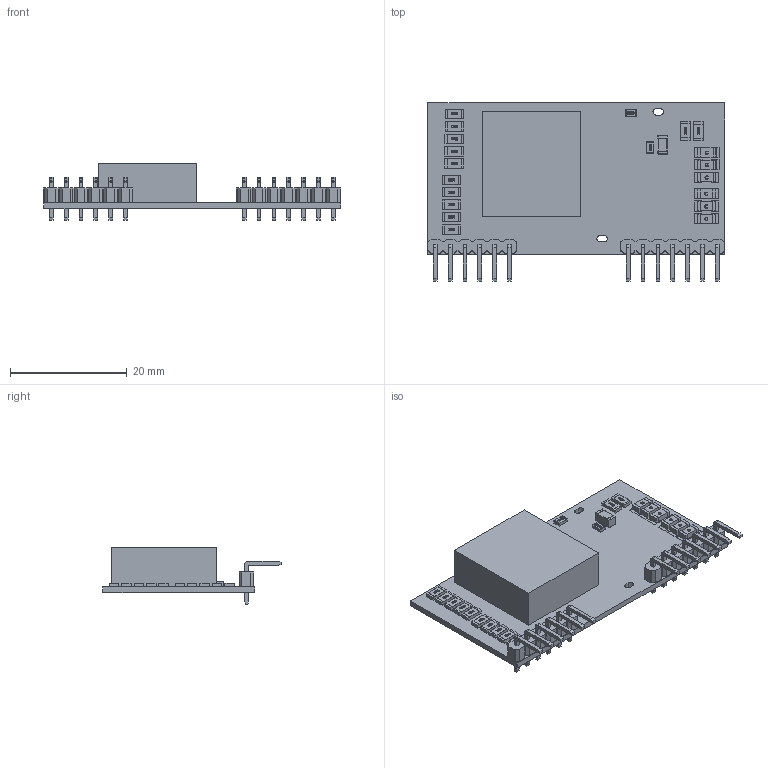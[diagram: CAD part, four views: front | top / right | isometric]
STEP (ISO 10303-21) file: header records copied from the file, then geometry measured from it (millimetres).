
FILE_DESCRIPTION(('Creo Elements/Direct Modeling STEP Export'),'2;1');
FILE_NAME('NID65.stp','2020-06-19T11:24:28',(''),(''),'PTC Creo Elements/Direct Modeling STEP processor for AP214 (Solid Model)','PTC Creo Elements/Direct Modeling 19.0E 27-Jun-2016 (C) Parametric Technology GmbH','');
FILE_SCHEMA(('AUTOMOTIVE_DESIGN { 1 0 10303 214 1 1 1 1 }'));
Length unit declared in the file: millimetre
Products named in the file (59): R1206_1.PRT; R1206_2.PRT; R1206.ASM; C30E.ASM; C30B.ASM; C36.ASM; C30C.ASM; C30D.ASM; C30A.ASM; C34.ASM; C33.ASM; C37.ASM; C35.ASM; USER_LIBRARY-CAP1206_CAP1206_BO.PRT; USER_LIBRARY-CAP1206_PAD_1206_1.PRT; USER_LIBRARY-CAP1206_PAD_1206_2.PRT; USER_LIBRARY-CAP1206_PAD_1206__.ASM; CAPACITOR_1206_SMD.ASM; C20.ASM; C16.ASM; C17.ASM; 2CDX-SMA.PRT; ZD1.ASM; 749839240.PRT; C27.ASM; C10.ASM; R0805_1.PRT; R0805_2.PRT; R0805.ASM.4; C26.ASM; C38.ASM; C25.ASM; C22.ASM; C21.ASM; C23.ASM; C24.ASM; L1; PART; BOARD.PRT; PCB ...
Assembly tree (77 placements, depth 6):
  NID-65
    PIN
      1FF1JS1110-06
        JS11201.1.1.1.1.1.1.1.1.1.1.1.1
        JS11201.1.1.1.1.1.1.1.1.1.1.1
        JS11201.1.1.1.1.1.1.1.1.1
        JS11201.1.1.1.1.1.1.1.1.1.1
        JS11201.1.1.1.1.1.1.1.1
        JS11201.1.1.1.1.1.1
        JS11201.1.1.1.1.1.1.1
        JS1120
      1FF1JS1110-05
        JS11201.1.1.1.1.1.2.1.1.1
        JS11201.1.1.1.1.1.2.1.1
        JS11201.1.1.1.1.1.2.1
        JS11201.1.1.1.1.1.2
        JS11201.1.1.1.1.1.2.1.1.1.1
        JS1120
        JS11201.1.1.1.1.1
    PCB
      BOARD.PRT
    PART
      L1
      C24.ASM
        CAPACITOR_1206_SMD.ASM
          USER_LIBRARY-CAP1206_PAD_1206__.ASM
            USER_LIBRARY-CAP1206_PAD_1206_2.PRT
            USER_LIBRARY-CAP1206_PAD_1206_1.PRT
          USER_LIBRARY-CAP1206_CAP1206_BO.PRT
      C23.ASM
        CAPACITOR_1206_SMD.ASM
          USER_LIBRARY-CAP1206_PAD_1206__.ASM
            USER_LIBRARY-CAP1206_PAD_1206_2.PRT
            USER_LIBRARY-CAP1206_PAD_1206_1.PRT
          USER_LIBRARY-CAP1206_CAP1206_BO.PRT
      C21.ASM
        CAPACITOR_1206_SMD.ASM
          USER_LIBRARY-CAP1206_PAD_1206__.ASM
            USER_LIBRARY-CAP1206_PAD_1206_2.PRT
            USER_LIBRARY-CAP1206_PAD_1206_1.PRT
          USER_LIBRARY-CAP1206_CAP1206_BO.PRT
      C22.ASM
        CAPACITOR_1206_SMD.ASM
          USER_LIBRARY-CAP1206_PAD_1206__.ASM
            USER_LIBRARY-CAP1206_PAD_1206_2.PRT
            USER_LIBRARY-CAP1206_PAD_1206_1.PRT
          USER_LIBRARY-CAP1206_CAP1206_BO.PRT
      C25.ASM
        CAPACITOR_1206_SMD.ASM
          USER_LIBRARY-CAP1206_PAD_1206__.ASM
            USER_LIBRARY-CAP1206_PAD_1206_2.PRT
            USER_LIBRARY-CAP1206_PAD_1206_1.PRT
          USER_LIBRARY-CAP1206_CAP1206_BO.PRT
      C38.ASM
        R0805.ASM.4  x2
          R0805_2.PRT
          R0805_1.PRT
      C26.ASM
        R0805.ASM.4  x2
          R0805_2.PRT
Bounding box: 50.93 x 30.5 x 9.7 mm (x, y, z)
Volume: 3667 mm3; surface area: 5289.9 mm2
Topology: 68 solids, 68 shells, 2040 faces, 5228 edges, 3392 vertices
Faces by surface type: plane 1118, extrusion 694, cylinder 172, sphere 56
Entity records: 26139 total; most frequent: CARTESIAN_POINT 7798, ORIENTED_EDGE 3414, DIRECTION 3042, EDGE_CURVE 1707, VECTOR 1432, LINE 1341, VERTEX_POINT 1122, AXIS2_PLACEMENT_3D 805
